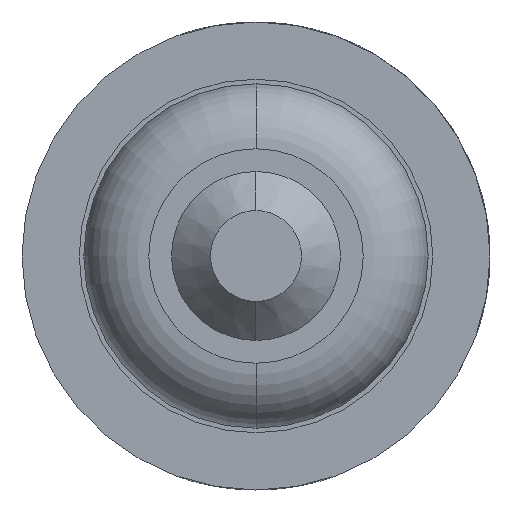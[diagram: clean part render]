
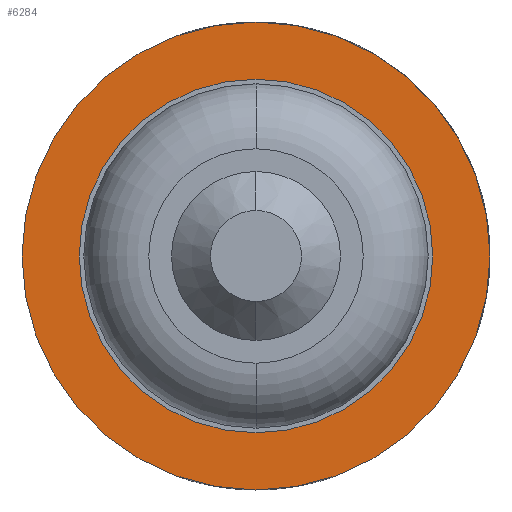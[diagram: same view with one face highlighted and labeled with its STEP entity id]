
A CAD part, front view. The second image highlights one B-rep face of the part: STEP entity #6284.
In plain terms, the highlighted planar face has unit normal (0, -1, 0).
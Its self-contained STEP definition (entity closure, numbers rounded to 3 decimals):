
#43 = DIRECTION ( 'NONE',  ( 0., 0., 1. ) ) ;
#394 = VERTEX_POINT ( 'NONE', #4594 ) ;
#434 = CARTESIAN_POINT ( 'NONE',  ( 0., -7., 1.325 ) ) ;
#644 = PLANE ( 'NONE',  #5616 ) ;
#663 = DIRECTION ( 'NONE',  ( 0., -1., 0. ) ) ;
#919 = CARTESIAN_POINT ( 'NONE',  ( 0., -7., 1.8 ) ) ;
#1045 = CARTESIAN_POINT ( 'NONE',  ( 0., -7., 0. ) ) ;
#1269 = CIRCLE ( 'NONE', #3094, 1.325 ) ;
#1639 = CARTESIAN_POINT ( 'NONE',  ( -1.8, -7., 0. ) ) ;
#1661 = CIRCLE ( 'NONE', #4523, 1.325 ) ;
#1856 = DIRECTION ( 'NONE',  ( 0., 1., 0. ) ) ;
#2055 = VERTEX_POINT ( 'NONE', #919 ) ;
#2082 = VERTEX_POINT ( 'NONE', #434 ) ;
#2399 = CARTESIAN_POINT ( 'NONE',  ( 0., -7., 0. ) ) ;
#2449 = EDGE_LOOP ( 'NONE', ( #4606, #2744 ) ) ;
#2461 = CARTESIAN_POINT ( 'NONE',  ( 0., -7., 0. ) ) ;
#2528 = EDGE_CURVE ( 'Defeature ausgef�hrt1_0+Defeature ausgef�hrt1_5+Defeature ausgef�hrt1_5+Defeature ausgef�hrt1_5', #6051, #2055, #5831, .T. ) ;
#2744 = ORIENTED_EDGE ( 'NONE', *, *, #2528, .F. ) ;
#2802 = CIRCLE ( 'NONE', #3177, 1.8 ) ;
#2881 = CARTESIAN_POINT ( 'NONE',  ( 0., -7., 0. ) ) ;
#2975 = ORIENTED_EDGE ( 'NONE', *, *, #4423, .T. ) ;
#3077 = DIRECTION ( 'NONE',  ( 0., 0., 1. ) ) ;
#3094 = AXIS2_PLACEMENT_3D ( 'NONE', #2461, #5951, #43 ) ;
#3177 = AXIS2_PLACEMENT_3D ( 'NONE', #2399, #3276, #5333 ) ;
#3276 = DIRECTION ( 'NONE',  ( 0., 1., 0. ) ) ;
#3581 = DIRECTION ( 'NONE',  ( 0., 1., 0. ) ) ;
#3810 = DIRECTION ( 'NONE',  ( 0., 0., 1. ) ) ;
#4109 = FACE_BOUND ( 'NONE', #4424, .T. ) ;
#4423 = EDGE_CURVE ( 'Defeature ausgef�hrt1_5+Defeature ausgef�hrt1_4+Defeature ausgef�hrt1_4+Defeature ausgef�hrt1_4', #2082, #394, #1661, .T. ) ;
#4424 = EDGE_LOOP ( 'NONE', ( #2975, #5263 ) ) ;
#4523 = AXIS2_PLACEMENT_3D ( 'NONE', #1045, #3581, #3077 ) ;
#4594 = CARTESIAN_POINT ( 'NONE',  ( 0., -7., -1.325 ) ) ;
#4606 = ORIENTED_EDGE ( 'NONE', *, *, #5404, .F. ) ;
#4884 = EDGE_CURVE ( 'Defeature ausgef�hrt1_5+Defeature ausgef�hrt1_4+Defeature ausgef�hrt1_4+Defeature ausgef�hrt1_4', #394, #2082, #1269, .T. ) ;
#5098 = DIRECTION ( 'NONE',  ( 0., 0., -1. ) ) ;
#5263 = ORIENTED_EDGE ( 'NONE', *, *, #4884, .T. ) ;
#5288 = FACE_OUTER_BOUND ( 'NONE', #2449, .T. ) ;
#5333 = DIRECTION ( 'NONE',  ( 0., 0., 1. ) ) ;
#5404 = EDGE_CURVE ( 'Defeature ausgef�hrt1_0+Defeature ausgef�hrt1_5+Defeature ausgef�hrt1_5+Defeature ausgef�hrt1_5', #2055, #6051, #2802, .T. ) ;
#5446 = AXIS2_PLACEMENT_3D ( 'NONE', #2881, #1856, #3810 ) ;
#5616 = AXIS2_PLACEMENT_3D ( 'NONE', #1639, #663, #5098 ) ;
#5831 = CIRCLE ( 'NONE', #5446, 1.8 ) ;
#5951 = DIRECTION ( 'NONE',  ( 0., 1., 0. ) ) ;
#6051 = VERTEX_POINT ( 'NONE', #6401 ) ;
#6284 = ADVANCED_FACE ( 'Defeature ausgef�hrt1_5', ( #4109, #5288 ), #644, .T. ) ;
#6401 = CARTESIAN_POINT ( 'NONE',  ( 0., -7., -1.8 ) ) ;
